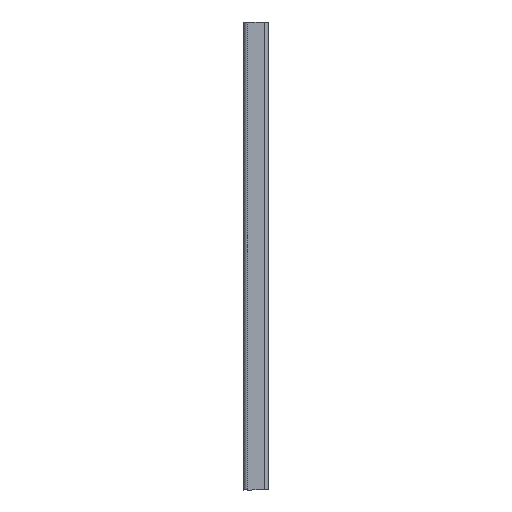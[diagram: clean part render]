
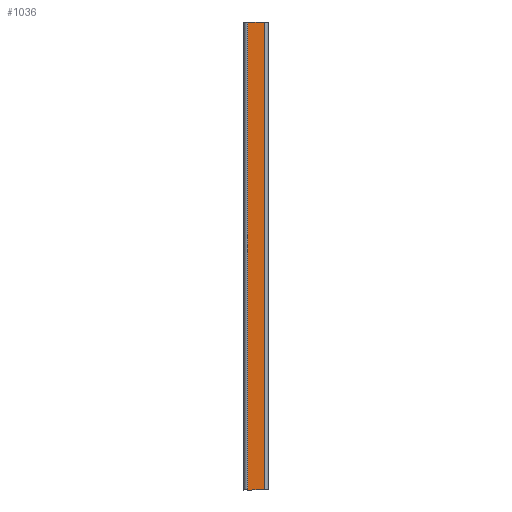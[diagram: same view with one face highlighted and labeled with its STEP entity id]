
A CAD part, left-side view. The second image highlights one B-rep face of the part: STEP entity #1036.
In plain terms, the highlighted planar face has unit normal (-1, 0, 0).
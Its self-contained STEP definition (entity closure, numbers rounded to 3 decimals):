
#174 = VERTEX_POINT ( 'NONE', #2116 ) ;
#190 = VERTEX_POINT ( 'NONE', #2100 ) ;
#231 = FACE_OUTER_BOUND ( 'NONE', #278, .T. ) ;
#278 = EDGE_LOOP ( 'NONE', ( #925, #924, #923, #922 ) ) ;
#318 = LINE ( 'NONE', #1260, #459 ) ;
#346 = LINE ( 'NONE', #1468, #554 ) ;
#395 = LINE ( 'NONE', #1153, #464 ) ;
#398 = VECTOR ( 'NONE', #1168, 1000. ) ;
#399 = LINE ( 'NONE', #1069, #398 ) ;
#459 = VECTOR ( 'NONE', #1449, 1000. ) ;
#464 = VECTOR ( 'NONE', #1331, 1000. ) ;
#554 = VECTOR ( 'NONE', #1387, 1000. ) ;
#775 = VERTEX_POINT ( 'NONE', #1962 ) ;
#787 = VERTEX_POINT ( 'NONE', #1950 ) ;
#922 = ORIENTED_EDGE ( 'NONE', *, *, #1733, .F. ) ;
#923 = ORIENTED_EDGE ( 'NONE', *, *, #1717, .T. ) ;
#924 = ORIENTED_EDGE ( 'NONE', *, *, #1882, .T. ) ;
#925 = ORIENTED_EDGE ( 'NONE', *, *, #1708, .T. ) ;
#1036 = ADVANCED_FACE ( 'NONE', ( #231 ), #1484, .F. ) ;
#1069 = CARTESIAN_POINT ( 'NONE',  ( -20.5, 21., 200. ) ) ;
#1077 = DIRECTION ( 'NONE',  ( 0., 1., 0. ) ) ;
#1090 = DIRECTION ( 'NONE',  ( 1., 0., 0. ) ) ;
#1127 = CARTESIAN_POINT ( 'NONE',  ( -20.5, 17.5, 1500. ) ) ;
#1153 = CARTESIAN_POINT ( 'NONE',  ( -20.5, 21., -200. ) ) ;
#1168 = DIRECTION ( 'NONE',  ( 0., 1., 0. ) ) ;
#1260 = CARTESIAN_POINT ( 'NONE',  ( -20.5, 3.5, 1500. ) ) ;
#1331 = DIRECTION ( 'NONE',  ( 0., -1., 0. ) ) ;
#1387 = DIRECTION ( 'NONE',  ( 0., 0., -1. ) ) ;
#1449 = DIRECTION ( 'NONE',  ( 0., 0., -1. ) ) ;
#1468 = CARTESIAN_POINT ( 'NONE',  ( -20.5, 17.5, 1500. ) ) ;
#1484 = PLANE ( 'NONE',  #1741 ) ;
#1708 = EDGE_CURVE ( 'NONE', #190, #787, #399, .T. ) ;
#1717 = EDGE_CURVE ( 'NONE', #174, #775, #395, .T. ) ;
#1733 = EDGE_CURVE ( 'NONE', #190, #775, #318, .T. ) ;
#1741 = AXIS2_PLACEMENT_3D ( 'NONE', #1127, #1090, #1077 ) ;
#1882 = EDGE_CURVE ( 'NONE', #787, #174, #346, .T. ) ;
#1950 = CARTESIAN_POINT ( 'NONE',  ( -20.5, 17.5, 200. ) ) ;
#1962 = CARTESIAN_POINT ( 'NONE',  ( -20.5, 3.5, -200. ) ) ;
#2100 = CARTESIAN_POINT ( 'NONE',  ( -20.5, 3.5, 200. ) ) ;
#2116 = CARTESIAN_POINT ( 'NONE',  ( -20.5, 17.5, -200. ) ) ;
